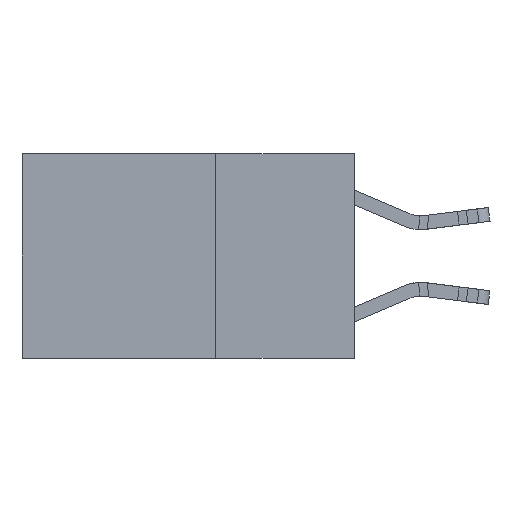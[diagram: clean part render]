
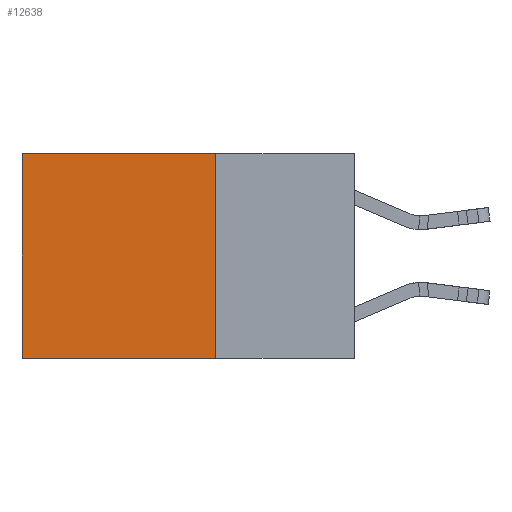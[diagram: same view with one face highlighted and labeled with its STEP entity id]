
A CAD part, left-side view. The second image highlights one B-rep face of the part: STEP entity #12638.
In plain terms, the highlighted planar face has unit normal (-1, 0, 0).
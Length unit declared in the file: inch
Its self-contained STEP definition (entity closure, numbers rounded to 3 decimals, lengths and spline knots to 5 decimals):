
#766 = CARTESIAN_POINT ( 'NONE',  ( 0.2625, 0.25, -0.37 ) ) ;
#863 = AXIS2_PLACEMENT_3D ( 'NONE', #26451, #24108, #19109 ) ;
#1103 = VECTOR ( 'NONE', #24606, 39.37008 ) ;
#2245 = CARTESIAN_POINT ( 'NONE',  ( 0.2625, 0.25, -0.37 ) ) ;
#3025 = CARTESIAN_POINT ( 'NONE',  ( 0.2625, 0.25, 0. ) ) ;
#3881 = ORIENTED_EDGE ( 'NONE', *, *, #5352, .T. ) ;
#5290 = EDGE_CURVE ( 'NONE', #12144, #24434, #27103, .T. ) ;
#5352 = EDGE_CURVE ( 'NONE', #14116, #12144, #5515, .T. ) ;
#5515 = LINE ( 'NONE', #3025, #1103 ) ;
#5667 = CARTESIAN_POINT ( 'NONE',  ( 0.2625, 0.6, 0. ) ) ;
#6646 = VECTOR ( 'NONE', #14777, 39.37008 ) ;
#7196 = DIRECTION ( 'NONE',  ( 0., 0., -1. ) ) ;
#7211 = PLANE ( 'NONE',  #863 ) ;
#7943 = VECTOR ( 'NONE', #18517, 39.37008 ) ;
#9283 = LINE ( 'NONE', #2245, #7943 ) ;
#12065 = FACE_OUTER_BOUND ( 'NONE', #19317, .T. ) ;
#12144 = VERTEX_POINT ( 'NONE', #16027 ) ;
#12638 = ADVANCED_FACE ( 'NONE', ( #12065 ), #7211, .F. ) ;
#14095 = CARTESIAN_POINT ( 'NONE',  ( 0.2625, 0.25, 0. ) ) ;
#14116 = VERTEX_POINT ( 'NONE', #18149 ) ;
#14777 = DIRECTION ( 'NONE',  ( 0., 0., -1. ) ) ;
#15074 = EDGE_CURVE ( 'NONE', #22740, #24434, #9283, .T. ) ;
#16027 = CARTESIAN_POINT ( 'NONE',  ( 0.2625, 0.6, 0. ) ) ;
#17284 = ORIENTED_EDGE ( 'NONE', *, *, #15074, .F. ) ;
#18149 = CARTESIAN_POINT ( 'NONE',  ( 0.2625, 0.25, 0. ) ) ;
#18517 = DIRECTION ( 'NONE',  ( 0., 1., 0. ) ) ;
#19109 = DIRECTION ( 'NONE',  ( 0., 0., -1. ) ) ;
#19317 = EDGE_LOOP ( 'NONE', ( #20579, #17284, #30248, #3881 ) ) ;
#20579 = ORIENTED_EDGE ( 'NONE', *, *, #5290, .T. ) ;
#22740 = VERTEX_POINT ( 'NONE', #766 ) ;
#24108 = DIRECTION ( 'NONE',  ( 1., 0., 0. ) ) ;
#24327 = VECTOR ( 'NONE', #7196, 39.37008 ) ;
#24434 = VERTEX_POINT ( 'NONE', #26892 ) ;
#24606 = DIRECTION ( 'NONE',  ( 0., 1., 0. ) ) ;
#25725 = EDGE_CURVE ( 'NONE', #14116, #22740, #25985, .T. ) ;
#25985 = LINE ( 'NONE', #14095, #24327 ) ;
#26451 = CARTESIAN_POINT ( 'NONE',  ( 0.2625, 0.25, 0. ) ) ;
#26892 = CARTESIAN_POINT ( 'NONE',  ( 0.2625, 0.6, -0.37 ) ) ;
#27103 = LINE ( 'NONE', #5667, #6646 ) ;
#30248 = ORIENTED_EDGE ( 'NONE', *, *, #25725, .F. ) ;
